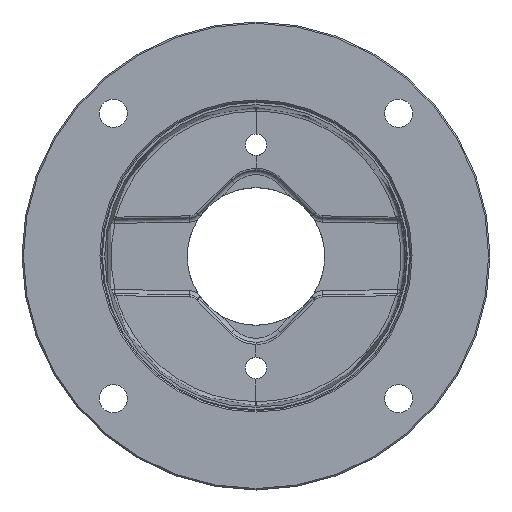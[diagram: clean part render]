
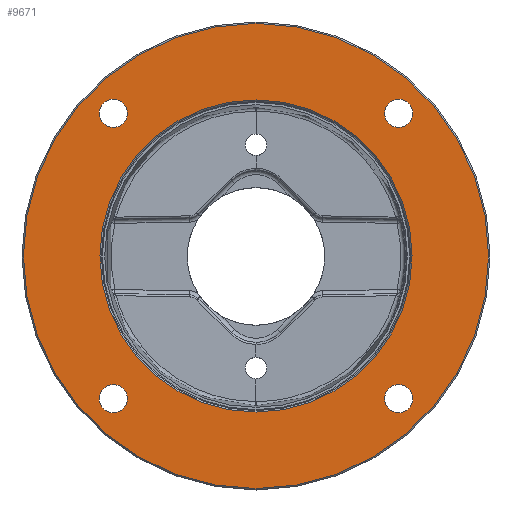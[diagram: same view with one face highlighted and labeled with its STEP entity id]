
A CAD part, top view. The second image highlights one B-rep face of the part: STEP entity #9671.
In plain terms, the highlighted planar face has unit normal (0, 0, 1).
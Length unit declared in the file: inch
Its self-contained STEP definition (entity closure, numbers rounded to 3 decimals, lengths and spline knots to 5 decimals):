
#12=CARTESIAN_POINT('',(0.,0.,-0.06));
#13=DIRECTION('',(0.,0.,1.));
#14=DIRECTION('',(0.,1.,0.));
#15=AXIS2_PLACEMENT_3D('',#12,#13,#14);
#21=CARTESIAN_POINT('',(0.,0.,-0.06));
#22=DIRECTION('',(0.,0.,-1.));
#23=DIRECTION('',(0.,1.,0.));
#24=AXIS2_PLACEMENT_3D('',#21,#22,#23);
#465=CARTESIAN_POINT('',(-2.07713,2.07713,-0.06));
#466=DIRECTION('',(0.,0.,-1.));
#467=DIRECTION('',(-0.707,0.707,0.));
#468=AXIS2_PLACEMENT_3D('',#465,#466,#467);
#470=CARTESIAN_POINT('',(-2.07713,2.07713,-0.06));
#471=DIRECTION('',(0.,0.,-1.));
#472=DIRECTION('',(0.707,-0.707,0.));
#473=AXIS2_PLACEMENT_3D('',#470,#471,#472);
#475=CARTESIAN_POINT('',(-2.07713,-2.07713,-0.06));
#476=DIRECTION('',(0.,0.,-1.));
#477=DIRECTION('',(-0.707,-0.707,0.));
#478=AXIS2_PLACEMENT_3D('',#475,#476,#477);
#480=CARTESIAN_POINT('',(-2.07713,-2.07713,-0.06));
#481=DIRECTION('',(0.,0.,-1.));
#482=DIRECTION('',(0.707,0.707,0.));
#483=AXIS2_PLACEMENT_3D('',#480,#481,#482);
#485=CARTESIAN_POINT('',(2.07713,-2.07713,-0.06));
#486=DIRECTION('',(0.,0.,-1.));
#487=DIRECTION('',(0.707,-0.707,0.));
#488=AXIS2_PLACEMENT_3D('',#485,#486,#487);
#490=CARTESIAN_POINT('',(2.07713,-2.07713,-0.06));
#491=DIRECTION('',(0.,0.,-1.));
#492=DIRECTION('',(-0.707,0.707,0.));
#493=AXIS2_PLACEMENT_3D('',#490,#491,#492);
#495=CARTESIAN_POINT('',(2.07713,2.07713,-0.06));
#496=DIRECTION('',(0.,0.,-1.));
#497=DIRECTION('',(0.707,0.707,0.));
#498=AXIS2_PLACEMENT_3D('',#495,#496,#497);
#500=CARTESIAN_POINT('',(2.07713,2.07713,-0.06));
#501=DIRECTION('',(0.,0.,-1.));
#502=DIRECTION('',(-0.707,-0.707,0.));
#503=AXIS2_PLACEMENT_3D('',#500,#501,#502);
#505=CARTESIAN_POINT('',(0.,0.,-0.06));
#506=DIRECTION('',(0.,0.,1.));
#507=DIRECTION('',(0.,1.,0.));
#508=AXIS2_PLACEMENT_3D('',#505,#506,#507);
#510=CARTESIAN_POINT('',(0.,0.,-0.06));
#511=DIRECTION('',(0.,0.,1.));
#512=DIRECTION('',(0.,-1.,0.));
#513=AXIS2_PLACEMENT_3D('',#510,#511,#512);
#8622=CARTESIAN_POINT('',(0.,3.385,-0.06));
#8623=CARTESIAN_POINT('',(0.,-3.385,-0.06));
#8624=VERTEX_POINT('',#8622);
#8625=VERTEX_POINT('',#8623);
#8650=CARTESIAN_POINT('',(-2.22208,2.22208,-0.06));
#8651=CARTESIAN_POINT('',(-1.93217,1.93217,-0.06));
#8652=VERTEX_POINT('',#8650);
#8653=VERTEX_POINT('',#8651);
#8670=CARTESIAN_POINT('',(-2.22208,-2.22208,-0.06));
#8671=CARTESIAN_POINT('',(-1.93217,-1.93217,-0.06));
#8672=VERTEX_POINT('',#8670);
#8673=VERTEX_POINT('',#8671);
#8678=CARTESIAN_POINT('',(2.22208,-2.22208,-0.06));
#8679=CARTESIAN_POINT('',(1.93217,-1.93217,-0.06));
#8680=VERTEX_POINT('',#8678);
#8681=VERTEX_POINT('',#8679);
#8686=CARTESIAN_POINT('',(2.22208,2.22208,-0.06));
#8687=CARTESIAN_POINT('',(1.93217,1.93217,-0.06));
#8688=VERTEX_POINT('',#8686);
#8689=VERTEX_POINT('',#8687);
#8710=CARTESIAN_POINT('',(0.,2.271,-0.06));
#8711=CARTESIAN_POINT('',(0.,-2.271,-0.06));
#8712=VERTEX_POINT('',#8710);
#8713=VERTEX_POINT('',#8711);
#9633=CARTESIAN_POINT('',(0.,0.,-0.06));
#9634=DIRECTION('',(0.,0.,1.));
#9635=DIRECTION('',(0.,1.,0.));
#9636=AXIS2_PLACEMENT_3D('',#9633,#9634,#9635);
#9637=PLANE('',#9636);
#9638=ORIENTED_EDGE('',*,*,#8825,.T.);
#9639=ORIENTED_EDGE('',*,*,#8810,.F.);
#9640=EDGE_LOOP('',(#9638,#9639));
#9641=FACE_OUTER_BOUND('',#9640,.F.);
#9643=ORIENTED_EDGE('',*,*,#9642,.F.);
#9645=ORIENTED_EDGE('',*,*,#9644,.F.);
#9646=EDGE_LOOP('',(#9643,#9645));
#9647=FACE_BOUND('',#9646,.F.);
#9649=ORIENTED_EDGE('',*,*,#9648,.F.);
#9651=ORIENTED_EDGE('',*,*,#9650,.F.);
#9652=EDGE_LOOP('',(#9649,#9651));
#9653=FACE_BOUND('',#9652,.F.);
#9655=ORIENTED_EDGE('',*,*,#9654,.F.);
#9657=ORIENTED_EDGE('',*,*,#9656,.F.);
#9658=EDGE_LOOP('',(#9655,#9657));
#9659=FACE_BOUND('',#9658,.F.);
#9661=ORIENTED_EDGE('',*,*,#9660,.F.);
#9663=ORIENTED_EDGE('',*,*,#9662,.F.);
#9664=EDGE_LOOP('',(#9661,#9663));
#9665=FACE_BOUND('',#9664,.F.);
#9667=ORIENTED_EDGE('',*,*,#9666,.T.);
#9668=ORIENTED_EDGE('',*,*,#9623,.T.);
#9669=EDGE_LOOP('',(#9667,#9668));
#9670=FACE_BOUND('',#9669,.F.);
#9671=ADVANCED_FACE('',(#9641,#9647,#9653,#9659,#9665,#9670),#9637,.T.);
#16=CIRCLE('',#15,3.385);
#25=CIRCLE('',#24,3.385);
#469=CIRCLE('',#468,0.205);
#474=CIRCLE('',#473,0.205);
#479=CIRCLE('',#478,0.205);
#484=CIRCLE('',#483,0.205);
#489=CIRCLE('',#488,0.205);
#494=CIRCLE('',#493,0.205);
#499=CIRCLE('',#498,0.205);
#504=CIRCLE('',#503,0.205);
#509=CIRCLE('',#508,2.271);
#514=CIRCLE('',#513,2.271);
#8810=EDGE_CURVE('',#8624,#8625,#16,.T.);
#8825=EDGE_CURVE('',#8624,#8625,#25,.T.);
#9623=EDGE_CURVE('',#8713,#8712,#514,.T.);
#9642=EDGE_CURVE('',#8652,#8653,#469,.T.);
#9644=EDGE_CURVE('',#8653,#8652,#474,.T.);
#9648=EDGE_CURVE('',#8672,#8673,#479,.T.);
#9650=EDGE_CURVE('',#8673,#8672,#484,.T.);
#9654=EDGE_CURVE('',#8680,#8681,#489,.T.);
#9656=EDGE_CURVE('',#8681,#8680,#494,.T.);
#9660=EDGE_CURVE('',#8688,#8689,#499,.T.);
#9662=EDGE_CURVE('',#8689,#8688,#504,.T.);
#9666=EDGE_CURVE('',#8712,#8713,#509,.T.);
